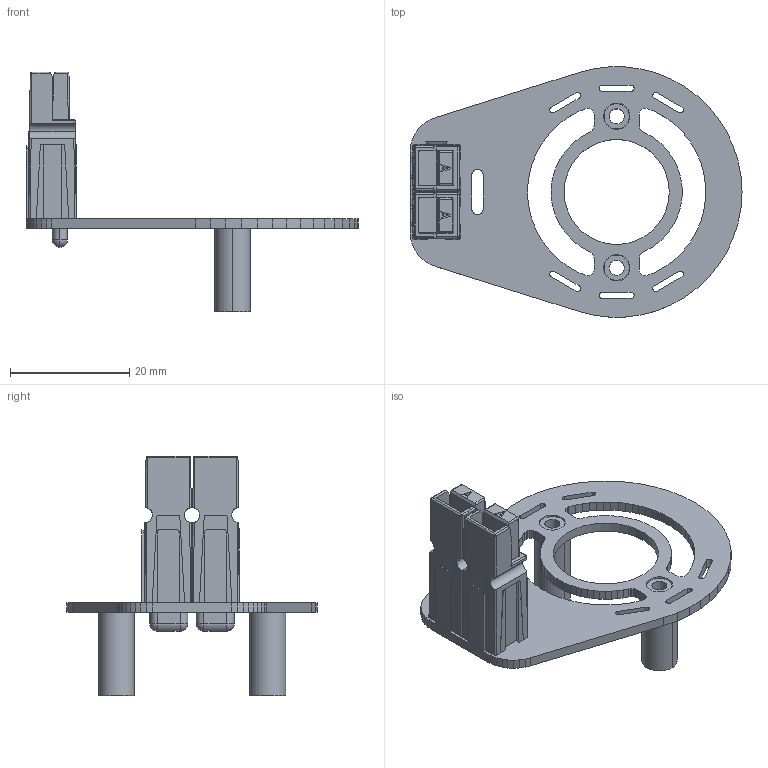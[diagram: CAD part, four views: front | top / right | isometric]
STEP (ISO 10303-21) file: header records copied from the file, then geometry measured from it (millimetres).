
FILE_DESCRIPTION (( 'STEP AP214' ), '1' );
FILE_NAME ('am-4108 775 MultiMount Board.STEP', '2019-10-29T19:05:38', ( '' ), ( '' ), 'SwSTEP 2.0', 'SolidWorks 2019', '' );
FILE_SCHEMA (( 'AUTOMOTIVE_DESIGN' ));
Length unit declared in the file: millimetre
Products named in the file (6): ip-4108_board; PP45; PP45 Pair; Solder; 9774140360R WURTH Standoff; am-4108 775 MultiMount Board
Assembly tree (8 placements, depth 3):
  am-4108 775 MultiMount Board
    ip-4108_board
    PP45 Pair
      PP45  x2
    Solder  x2
    9774140360R WURTH Standoff  x2
Bounding box: 55.69 x 41.98 x 40.24 mm (x, y, z)
Volume: 4667.6 mm3; surface area: 6976.6 mm2
Topology: 7 solids, 7 shells, 1067 faces, 2936 edges, 1927 vertices
Faces by surface type: plane 827, cylinder 116, bspline 116, sphere 8
Entity records: 29800 total; most frequent: CARTESIAN_POINT 8400, ORIENTED_EDGE 4246, DIRECTION 3500, EDGE_CURVE 2123, LINE 1864, VECTOR 1864, VERTEX_POINT 1402, AXIS2_PLACEMENT_3D 818
